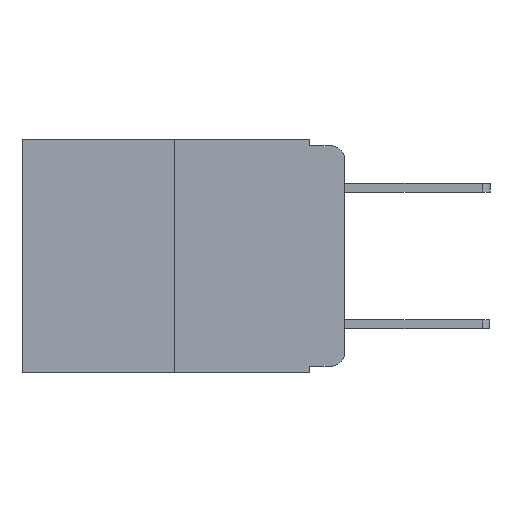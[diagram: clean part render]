
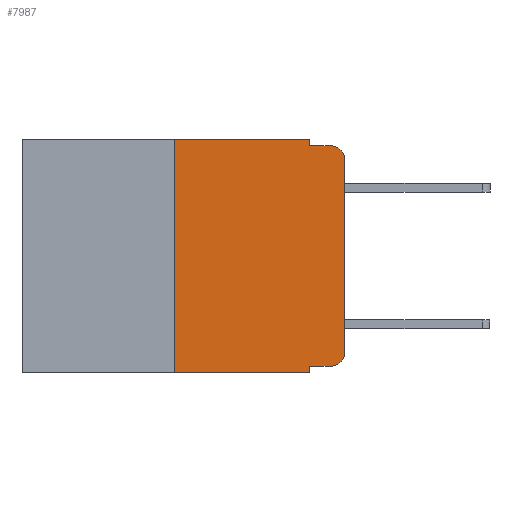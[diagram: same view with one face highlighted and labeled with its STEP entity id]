
A CAD part, left-side view. The second image highlights one B-rep face of the part: STEP entity #7987.
In plain terms, the highlighted planar face has unit normal (-1, 0, 0).
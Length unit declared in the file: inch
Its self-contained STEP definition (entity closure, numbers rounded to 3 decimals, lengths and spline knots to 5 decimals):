
#242 = DIRECTION ( 'NONE',  ( 0., -1., 0. ) ) ;
#302 = DIRECTION ( 'NONE',  ( 0., -1., 0. ) ) ;
#1174 = DIRECTION ( 'NONE',  ( 0., 0., 1. ) ) ;
#1216 = CIRCLE ( 'NONE', #12747, 0.02 ) ;
#1237 = CARTESIAN_POINT ( 'NONE',  ( 0., 0.02, -0.03 ) ) ;
#1253 = CARTESIAN_POINT ( 'NONE',  ( 0., 0.25, 0. ) ) ;
#1415 = DIRECTION ( 'NONE',  ( 1., 0., 0. ) ) ;
#1783 = ORIENTED_EDGE ( 'NONE', *, *, #3852, .F. ) ;
#2248 = ORIENTED_EDGE ( 'NONE', *, *, #3205, .F. ) ;
#2422 = VERTEX_POINT ( 'NONE', #1253 ) ;
#2505 = AXIS2_PLACEMENT_3D ( 'NONE', #4544, #13603, #5970 ) ;
#2796 = DIRECTION ( 'NONE',  ( 0., 0., -1. ) ) ;
#2898 = LINE ( 'NONE', #13547, #16131 ) ;
#3030 = CARTESIAN_POINT ( 'NONE',  ( 0., 0.051, -0.343 ) ) ;
#3150 = VERTEX_POINT ( 'NONE', #13360 ) ;
#3205 = EDGE_CURVE ( 'NONE', #2422, #9489, #12171, .T. ) ;
#3221 = ORIENTED_EDGE ( 'NONE', *, *, #3909, .T. ) ;
#3541 = EDGE_CURVE ( 'NONE', #3150, #4447, #5200, .T. ) ;
#3674 = ORIENTED_EDGE ( 'NONE', *, *, #3914, .T. ) ;
#3823 = EDGE_CURVE ( 'NONE', #12943, #13577, #12212, .T. ) ;
#3847 = EDGE_CURVE ( 'NONE', #13577, #5045, #1216, .T. ) ;
#3852 = EDGE_CURVE ( 'NONE', #8490, #5045, #4746, .T. ) ;
#3876 = EDGE_CURVE ( 'NONE', #9489, #8490, #14192, .T. ) ;
#3877 = EDGE_CURVE ( 'NONE', #3150, #2422, #14545, .T. ) ;
#3906 = EDGE_CURVE ( 'NONE', #4516, #4447, #10733, .T. ) ;
#3909 = EDGE_CURVE ( 'NONE', #4516, #10955, #2898, .T. ) ;
#3914 = EDGE_CURVE ( 'NONE', #10955, #12943, #7244, .T. ) ;
#4291 = CARTESIAN_POINT ( 'NONE',  ( 0., 0.051, -0.01 ) ) ;
#4447 = VERTEX_POINT ( 'NONE', #3030 ) ;
#4485 = CARTESIAN_POINT ( 'NONE',  ( 0., 0.051, 0. ) ) ;
#4516 = VERTEX_POINT ( 'NONE', #11393 ) ;
#4544 = CARTESIAN_POINT ( 'NONE',  ( 0., 0.02, -0.313 ) ) ;
#4650 = CARTESIAN_POINT ( 'NONE',  ( 0., 0.473, 0. ) ) ;
#4746 = LINE ( 'NONE', #4291, #11456 ) ;
#4814 = ORIENTED_EDGE ( 'NONE', *, *, #3823, .T. ) ;
#5045 = VERTEX_POINT ( 'NONE', #15226 ) ;
#5186 = VECTOR ( 'NONE', #1174, 39.37008 ) ;
#5200 = LINE ( 'NONE', #5358, #11843 ) ;
#5358 = CARTESIAN_POINT ( 'NONE',  ( 0., 0.473, -0.343 ) ) ;
#5724 = DIRECTION ( 'NONE',  ( 0., -1., 0. ) ) ;
#5970 = DIRECTION ( 'NONE',  ( 0., 0., -1. ) ) ;
#7205 = CARTESIAN_POINT ( 'NONE',  ( 0., 0.25, 0. ) ) ;
#7221 = CARTESIAN_POINT ( 'NONE',  ( 0., 0., -0.313 ) ) ;
#7244 = CIRCLE ( 'NONE', #2505, 0.02 ) ;
#7265 = CARTESIAN_POINT ( 'NONE',  ( 0., 0.051, 0. ) ) ;
#7395 = DIRECTION ( 'NONE',  ( 0., -1., 0. ) ) ;
#7700 = VECTOR ( 'NONE', #16885, 39.37008 ) ;
#7987 = ADVANCED_FACE ( 'NONE', ( #10383 ), #14650, .F. ) ;
#8164 = VECTOR ( 'NONE', #15759, 39.37008 ) ;
#8490 = VERTEX_POINT ( 'NONE', #15359 ) ;
#9452 = ORIENTED_EDGE ( 'NONE', *, *, #3876, .F. ) ;
#9489 = VERTEX_POINT ( 'NONE', #11981 ) ;
#9856 = ORIENTED_EDGE ( 'NONE', *, *, #3877, .F. ) ;
#10012 = CARTESIAN_POINT ( 'NONE',  ( 0., 0.473, 0. ) ) ;
#10359 = VECTOR ( 'NONE', #14716, 39.37008 ) ;
#10383 = FACE_OUTER_BOUND ( 'NONE', #14152, .T. ) ;
#10733 = LINE ( 'NONE', #4485, #10359 ) ;
#10915 = CARTESIAN_POINT ( 'NONE',  ( 0., 0., -0.03 ) ) ;
#10955 = VERTEX_POINT ( 'NONE', #16376 ) ;
#11088 = DIRECTION ( 'NONE',  ( -1., 0., 0. ) ) ;
#11221 = DIRECTION ( 'NONE',  ( 0., 0., -1. ) ) ;
#11393 = CARTESIAN_POINT ( 'NONE',  ( 0., 0.051, -0.333 ) ) ;
#11456 = VECTOR ( 'NONE', #5724, 39.37008 ) ;
#11843 = VECTOR ( 'NONE', #302, 39.37008 ) ;
#11892 = ORIENTED_EDGE ( 'NONE', *, *, #3847, .T. ) ;
#11981 = CARTESIAN_POINT ( 'NONE',  ( 0., 0.051, 0. ) ) ;
#12134 = AXIS2_PLACEMENT_3D ( 'NONE', #10012, #1415, #11221 ) ;
#12171 = LINE ( 'NONE', #4650, #12507 ) ;
#12212 = LINE ( 'NONE', #16731, #5186 ) ;
#12507 = VECTOR ( 'NONE', #242, 39.37008 ) ;
#12747 = AXIS2_PLACEMENT_3D ( 'NONE', #1237, #11088, #2796 ) ;
#12943 = VERTEX_POINT ( 'NONE', #7221 ) ;
#12967 = ORIENTED_EDGE ( 'NONE', *, *, #3541, .T. ) ;
#13360 = CARTESIAN_POINT ( 'NONE',  ( 0., 0.25, -0.343 ) ) ;
#13547 = CARTESIAN_POINT ( 'NONE',  ( 0., 0.051, -0.333 ) ) ;
#13577 = VERTEX_POINT ( 'NONE', #10915 ) ;
#13603 = DIRECTION ( 'NONE',  ( -1., 0., 0. ) ) ;
#14152 = EDGE_LOOP ( 'NONE', ( #4814, #11892, #1783, #9452, #2248, #9856, #12967, #16357, #3221, #3674 ) ) ;
#14192 = LINE ( 'NONE', #7265, #8164 ) ;
#14545 = LINE ( 'NONE', #7205, #7700 ) ;
#14650 = PLANE ( 'NONE',  #12134 ) ;
#14716 = DIRECTION ( 'NONE',  ( 0., 0., -1. ) ) ;
#15226 = CARTESIAN_POINT ( 'NONE',  ( 0., 0.02, -0.01 ) ) ;
#15359 = CARTESIAN_POINT ( 'NONE',  ( 0., 0.051, -0.01 ) ) ;
#15759 = DIRECTION ( 'NONE',  ( 0., 0., -1. ) ) ;
#16131 = VECTOR ( 'NONE', #7395, 39.37008 ) ;
#16357 = ORIENTED_EDGE ( 'NONE', *, *, #3906, .F. ) ;
#16376 = CARTESIAN_POINT ( 'NONE',  ( 0., 0.02, -0.333 ) ) ;
#16731 = CARTESIAN_POINT ( 'NONE',  ( 0., 0., 0. ) ) ;
#16885 = DIRECTION ( 'NONE',  ( 0., 0., 1. ) ) ;
